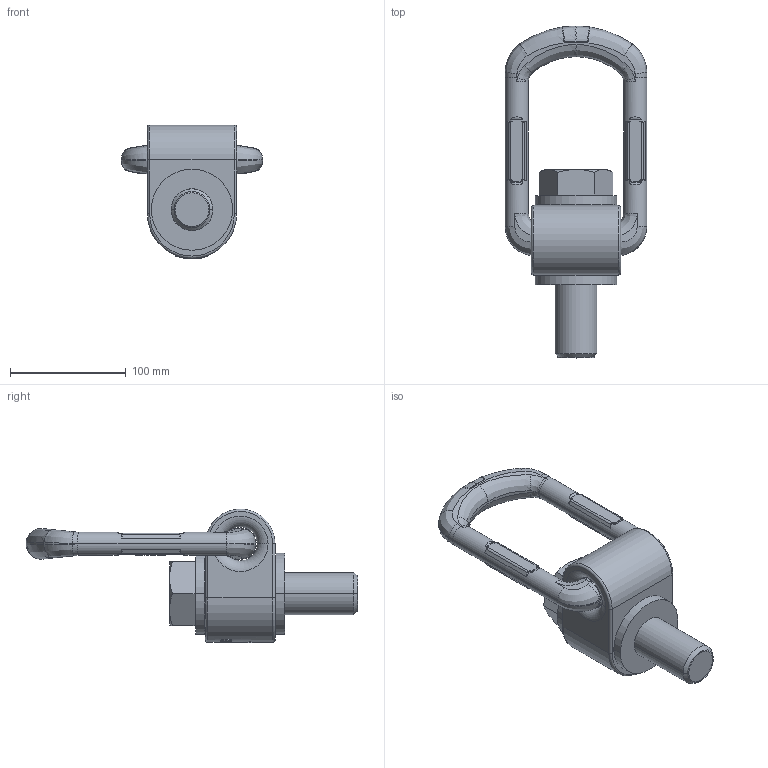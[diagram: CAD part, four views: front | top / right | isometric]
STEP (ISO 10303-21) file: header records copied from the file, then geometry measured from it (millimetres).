
FILE_DESCRIPTION((''),'2;1');
FILE_NAME('001-M31221-P-1_ASM','2004-02-17T',('jakubetz'),(''),'PRO/ENGINEER BY PARAMETRIC TECHNOLOGY CORPORATION, 2001400','PRO/ENGINEER BY PARAMETRIC TECHNOLOGY CORPORATION, 2001400','');
FILE_SCHEMA(('CONFIG_CONTROL_DESIGN'));
Length unit declared in the file: millimetre
Products named in the file (5): 001-M31221-RT1; 001-M31221-RT2; 001-M31221-BA1; 001-M31124-V01; 001-M31221-P-1_ASM
Assembly tree (4 placements, depth 2):
  001-M31221-P-1_ASM
    001-M31221-RT1
    001-M31221-RT2
    001-M31221-BA1
    001-M31124-V01
Bounding box: 122 x 286.25 x 115.5 mm (x, y, z)
Volume: 790047.7 mm3; surface area: 145349.9 mm2
Topology: 4 solids, 5 shells, 935 faces, 2460 edges, 1571 vertices
Faces by surface type: plane 659, bspline 116, cylinder 92, torus 50, cone 18
Entity records: 37291 total; most frequent: CARTESIAN_POINT 15381, ORIENTED_EDGE 4912, DIRECTION 3898, EDGE_CURVE 2458, VECTOR 1630, LINE 1630, VERTEX_POINT 1571, AXIS2_PLACEMENT_3D 1134
